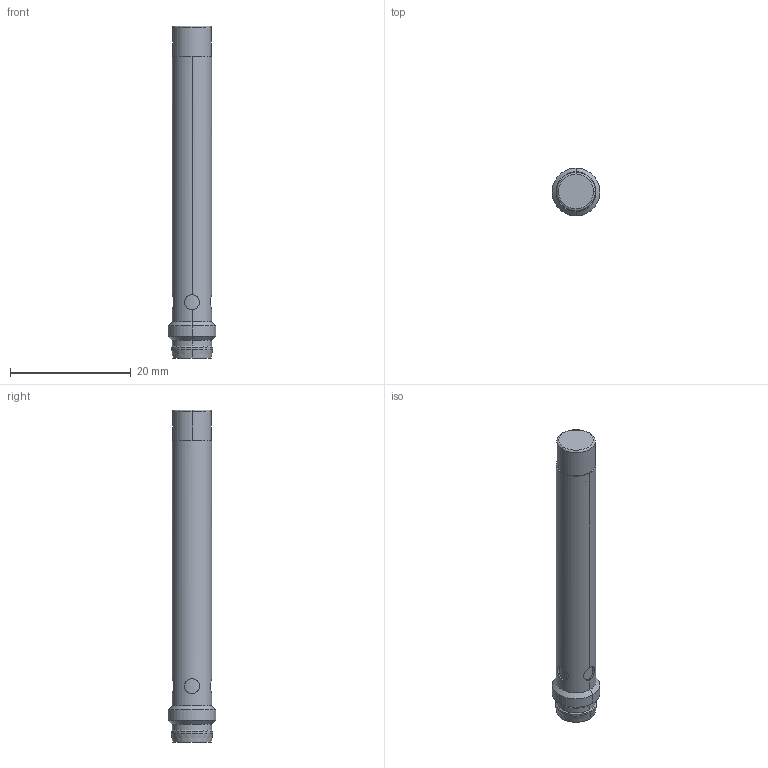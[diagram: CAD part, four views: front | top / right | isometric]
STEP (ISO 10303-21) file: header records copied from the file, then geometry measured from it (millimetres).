
FILE_DESCRIPTION((''),'2;1');
FILE_NAME('DM_CAD-6068_03ADQ3_24_ASM','2018-10-10T',('creinig-se'),(''),'PRO/ENGINEER BY PARAMETRIC TECHNOLOGY CORPORATION, 2015440','PRO/ENGINEER BY PARAMETRIC TECHNOLOGY CORPORATION, 2015440','');
FILE_SCHEMA(('CONFIG_CONTROL_DESIGN'));
Length unit declared in the file: millimetre
Products named in the file (4): DM_CAD-6043_04BB29; DM_CAD-6061_04D8X4_24; DM_CAD-6058_04D7G9; DM_CAD-6068_03ADQ3_24_ASM
Assembly tree (3 placements, depth 2):
  DM_CAD-6068_03ADQ3_24_ASM
    DM_CAD-6043_04BB29
    DM_CAD-6061_04D8X4_24
    DM_CAD-6058_04D7G9
Bounding box: 7.92 x 7.92 x 55 mm (x, y, z)
Volume: 1598 mm3; surface area: 1930.7 mm2
Topology: 3 solids, 3 shells, 104 faces, 297 edges, 219 vertices
Faces by surface type: cylinder 46, cone 34, plane 12, torus 6, sphere 6
Entity records: 4628 total; most frequent: CARTESIAN_POINT 816, DIRECTION 641, ORIENTED_EDGE 444, PRESENTATION_STYLE_ASSIGNMENT 312, STYLED_ITEM 312, CURVE_STYLE 303, AXIS2_PLACEMENT_3D 252, EDGE_CURVE 222
